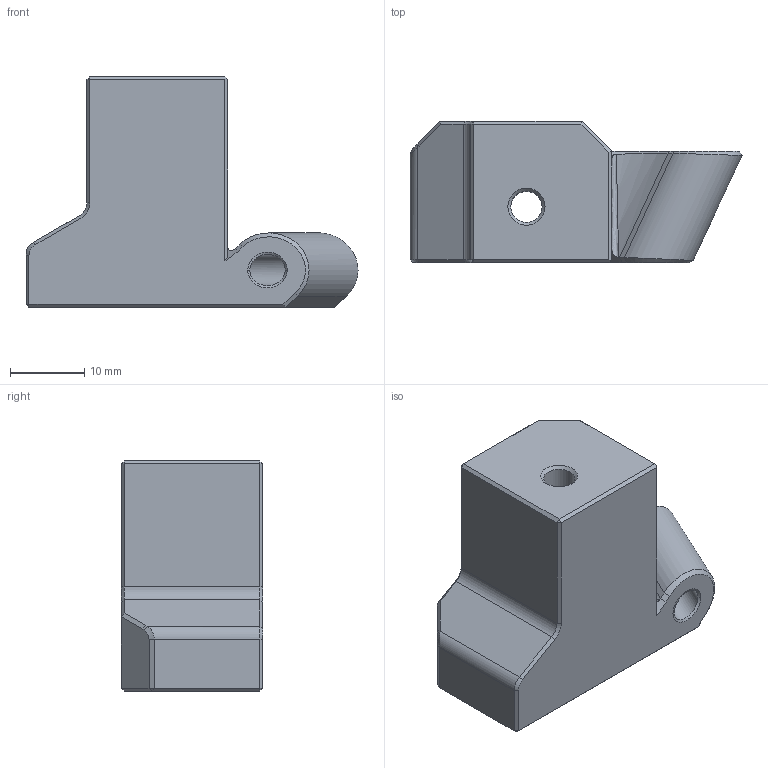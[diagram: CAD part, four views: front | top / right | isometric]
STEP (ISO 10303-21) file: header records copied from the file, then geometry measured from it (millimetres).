
FILE_DESCRIPTION(/* description */ (''),/* implementation_level */ '2;1');
FILE_NAME(/* name */ 'Foot_BOW.step',/* time_stamp */ '2021-12-15T17:21:05+01:00',/* author */ (''),/* organization */ (''),/* preprocessor_version */ 'ST-DEVELOPER v18.1',/* originating_system */ 'Autodesk Translation Framework v10.10.0.1391',/* authorisation */ '');
FILE_SCHEMA (('AUTOMOTIVE_DESIGN { 1 0 10303 214 3 1 1 }'));
Length unit declared in the file: millimetre
Products named in the file (1): Foot_BOW
Bounding box: 44.67 x 19 x 31 mm (x, y, z)
Volume: 13519.3 mm3; surface area: 4527.6 mm2
Topology: 1 solids, 1 shells, 62 faces, 148 edges, 88 vertices
Faces by surface type: plane 40, bspline 11, cylinder 6, cone 5
Full cylindrical faces by diameter (mm): 4.2 x2
Entity records: 3964 total; most frequent: CARTESIAN_POINT 2564, ORIENTED_EDGE 296, DIRECTION 249, EDGE_CURVE 148, LINE 107, VECTOR 107, VERTEX_POINT 88, AXIS2_PLACEMENT_3D 71
